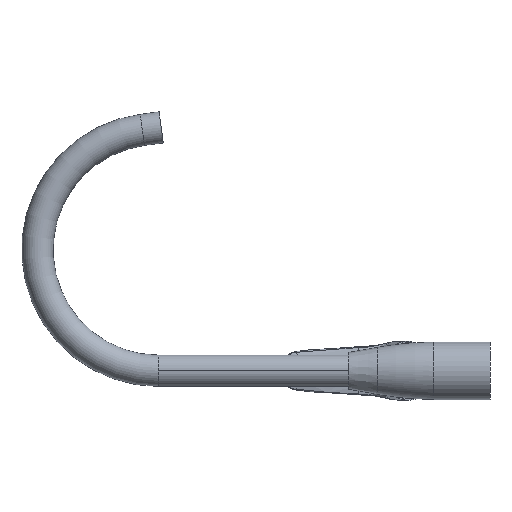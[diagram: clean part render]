
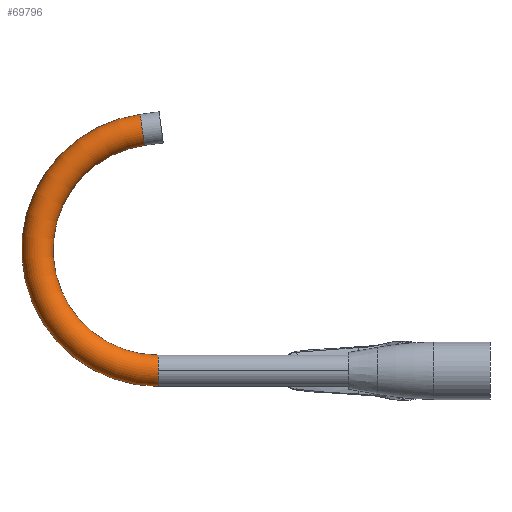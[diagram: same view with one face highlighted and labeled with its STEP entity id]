
A CAD part, left-side view. The second image highlights one B-rep face of the part: STEP entity #69796.
In plain terms, the highlighted toroidal (fillet/blend) face has major radius 92.5 mm and minor radius 12 mm.
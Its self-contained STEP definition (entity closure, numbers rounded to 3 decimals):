
#3437 = ORIENTED_EDGE ( 'NONE', *, *, #42997, .F. ) ;
#4449 = DIRECTION ( 'NONE',  ( -1., 0., 0. ) ) ;
#4985 = AXIS2_PLACEMENT_3D ( 'NONE', #26824, #15188, #56635 ) ;
#5417 = VERTEX_POINT ( 'NONE', #48943 ) ;
#9505 = CARTESIAN_POINT ( 'NONE',  ( 0., 264.186, 172.288 ) ) ;
#10950 = ORIENTED_EDGE ( 'NONE', *, *, #35478, .T. ) ;
#11773 = VERTEX_POINT ( 'NONE', #13527 ) ;
#13527 = CARTESIAN_POINT ( 'NONE',  ( 0., 267.372, 196.075 ) ) ;
#14151 = CARTESIAN_POINT ( 'NONE',  ( 0., 253.5, 0. ) ) ;
#14778 = TOROIDAL_SURFACE ( 'NONE', #4985, 92.5, 12. ) ;
#15188 = DIRECTION ( 'NONE',  ( -1., 0., 0. ) ) ;
#15296 = CARTESIAN_POINT ( 'NONE',  ( 0., 253.5, 92.5 ) ) ;
#18007 = VERTEX_POINT ( 'NONE', #9505 ) ;
#18201 = DIRECTION ( 'NONE',  ( -1., 0., 0. ) ) ;
#18262 = CIRCLE ( 'NONE', #39452, 80.5 ) ;
#20104 = DIRECTION ( 'NONE',  ( -1., 0., 0. ) ) ;
#21241 = DIRECTION ( 'NONE',  ( 0., 0., 1. ) ) ;
#21921 = VERTEX_POINT ( 'NONE', #64657 ) ;
#24574 = DIRECTION ( 'NONE',  ( 0., -0.991, 0.133 ) ) ;
#26824 = CARTESIAN_POINT ( 'NONE',  ( 0., 253.5, 92.5 ) ) ;
#27873 = EDGE_CURVE ( 'NONE', #50784, #5417, #32382, .T. ) ;
#30498 = CIRCLE ( 'NONE', #52415, 12. ) ;
#32382 = CIRCLE ( 'NONE', #65486, 12. ) ;
#33578 = CARTESIAN_POINT ( 'NONE',  ( -12., 253.5, 0. ) ) ;
#35478 = EDGE_CURVE ( 'NONE', #21921, #50784, #30498, .T. ) ;
#39452 = AXIS2_PLACEMENT_3D ( 'NONE', #15296, #56738, #21241 ) ;
#39851 = DIRECTION ( 'NONE',  ( 0., 1., 0. ) ) ;
#40018 = AXIS2_PLACEMENT_3D ( 'NONE', #53677, #18201, #59674 ) ;
#42997 = EDGE_CURVE ( 'NONE', #11773, #18007, #60240, .T. ) ;
#44174 = EDGE_LOOP ( 'NONE', ( #3437, #55999, #10950, #46583, #69148 ) ) ;
#46583 = ORIENTED_EDGE ( 'NONE', *, *, #27873, .T. ) ;
#48943 = CARTESIAN_POINT ( 'NONE',  ( 0., 253.5, 12. ) ) ;
#50784 = VERTEX_POINT ( 'NONE', #33578 ) ;
#52415 = AXIS2_PLACEMENT_3D ( 'NONE', #14151, #55578, #20104 ) ;
#53677 = CARTESIAN_POINT ( 'NONE',  ( 0., 253.5, 92.5 ) ) ;
#54623 = EDGE_CURVE ( 'NONE', #11773, #21921, #71278, .T. ) ;
#55578 = DIRECTION ( 'NONE',  ( 0., 1., 0. ) ) ;
#55999 = ORIENTED_EDGE ( 'NONE', *, *, #54623, .T. ) ;
#56495 = EDGE_CURVE ( 'NONE', #18007, #5417, #18262, .T. ) ;
#56635 = DIRECTION ( 'NONE',  ( 0., 0., 1. ) ) ;
#56738 = DIRECTION ( 'NONE',  ( -1., 0., 0. ) ) ;
#59674 = DIRECTION ( 'NONE',  ( 0., 0., 1. ) ) ;
#60129 = CARTESIAN_POINT ( 'NONE',  ( 0., 265.779, 184.181 ) ) ;
#60240 = CIRCLE ( 'NONE', #71987, 12. ) ;
#64657 = CARTESIAN_POINT ( 'NONE',  ( 0., 253.5, -12. ) ) ;
#65486 = AXIS2_PLACEMENT_3D ( 'NONE', #75545, #39851, #4449 ) ;
#66190 = DIRECTION ( 'NONE',  ( -1., 0., 0. ) ) ;
#69148 = ORIENTED_EDGE ( 'NONE', *, *, #56495, .F. ) ;
#69349 = FACE_OUTER_BOUND ( 'NONE', #44174, .T. ) ;
#69796 = ADVANCED_FACE ( 'NONE', ( #69349 ), #14778, .T. ) ;
#71278 = CIRCLE ( 'NONE', #40018, 104.5 ) ;
#71987 = AXIS2_PLACEMENT_3D ( 'NONE', #60129, #24574, #66190 ) ;
#75545 = CARTESIAN_POINT ( 'NONE',  ( 0., 253.5, 0. ) ) ;
